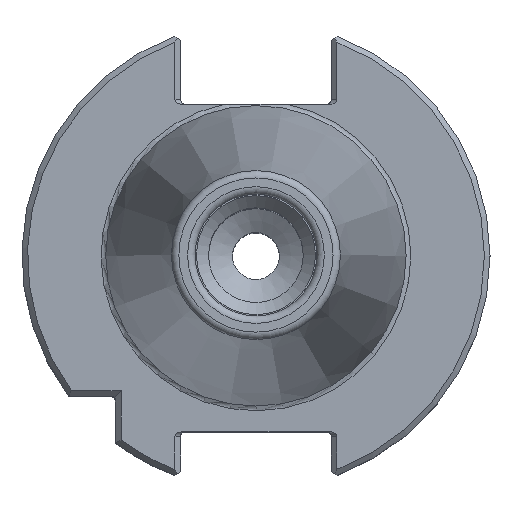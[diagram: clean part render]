
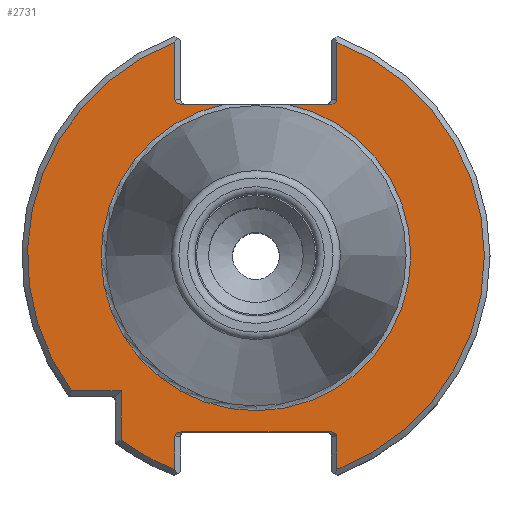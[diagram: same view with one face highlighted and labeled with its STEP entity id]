
A CAD part, top view. The second image highlights one B-rep face of the part: STEP entity #2731.
In plain terms, the highlighted planar face has unit normal (0, 0, 1).
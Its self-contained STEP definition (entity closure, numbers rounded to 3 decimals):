
#23=ELLIPSE('',#2916,0.707,0.5);
#26=ELLIPSE('',#2921,0.707,0.5);
#30=ELLIPSE('',#2936,0.707,0.5);
#31=ELLIPSE('',#2940,0.707,0.5);
#110=LINE('',#3818,#213);
#111=LINE('',#3827,#214);
#116=LINE('',#3842,#219);
#117=LINE('',#3853,#220);
#132=LINE('',#3953,#235);
#133=LINE('',#3955,#236);
#161=LINE('',#4117,#264);
#162=LINE('',#4118,#265);
#163=LINE('',#4119,#266);
#213=VECTOR('',#3207,1000.);
#214=VECTOR('',#3214,1000.);
#219=VECTOR('',#3221,1000.);
#220=VECTOR('',#3230,1000.);
#235=VECTOR('',#3283,1000.);
#236=VECTOR('',#3286,1000.);
#264=VECTOR('',#3402,1000.);
#265=VECTOR('',#3403,1000.);
#266=VECTOR('',#3404,1000.);
#372=PLANE('',#2939);
#706=ORIENTED_EDGE('',*,*,#1002,.T.);
#707=ORIENTED_EDGE('',*,*,#999,.T.);
#708=ORIENTED_EDGE('',*,*,#1074,.T.);
#709=ORIENTED_EDGE('',*,*,#1099,.F.);
#710=ORIENTED_EDGE('',*,*,#1069,.T.);
#711=ORIENTED_EDGE('',*,*,#993,.T.);
#712=ORIENTED_EDGE('',*,*,#991,.T.);
#713=ORIENTED_EDGE('',*,*,#990,.T.);
#714=ORIENTED_EDGE('',*,*,#1095,.T.);
#715=ORIENTED_EDGE('',*,*,#1100,.F.);
#716=ORIENTED_EDGE('',*,*,#1097,.F.);
#717=ORIENTED_EDGE('',*,*,#1101,.F.);
#718=ORIENTED_EDGE('',*,*,#1102,.T.);
#719=ORIENTED_EDGE('',*,*,#1003,.T.);
#720=ORIENTED_EDGE('',*,*,#983,.T.);
#721=ORIENTED_EDGE('',*,*,#1037,.T.);
#722=ORIENTED_EDGE('',*,*,#1038,.T.);
#983=EDGE_CURVE('',#1234,#1233,#1393,.T.);
#990=EDGE_CURVE('',#1237,#1239,#110,.T.);
#991=EDGE_CURVE('',#1240,#1237,#1395,.T.);
#993=EDGE_CURVE('',#1241,#1240,#111,.T.);
#999=EDGE_CURVE('',#1243,#1245,#116,.T.);
#1002=EDGE_CURVE('',#1246,#1243,#1397,.T.);
#1003=EDGE_CURVE('',#1248,#1234,#117,.T.);
#1037=EDGE_CURVE('',#1233,#1271,#132,.T.);
#1038=EDGE_CURVE('',#1271,#1246,#133,.T.);
#1069=EDGE_CURVE('',#1292,#1241,#23,.F.);
#1074=EDGE_CURVE('',#1245,#1295,#26,.F.);
#1095=EDGE_CURVE('',#1239,#1308,#30,.F.);
#1097=EDGE_CURVE('',#1309,#1310,#1416,.T.);
#1099=EDGE_CURVE('',#1292,#1295,#161,.T.);
#1100=EDGE_CURVE('',#1310,#1308,#162,.T.);
#1101=EDGE_CURVE('',#1311,#1309,#163,.T.);
#1102=EDGE_CURVE('',#1311,#1248,#31,.F.);
#1233=VERTEX_POINT('',#3794);
#1234=VERTEX_POINT('',#3796);
#1237=VERTEX_POINT('',#3813);
#1239=VERTEX_POINT('',#3817);
#1240=VERTEX_POINT('',#3821);
#1241=VERTEX_POINT('',#3828);
#1243=VERTEX_POINT('',#3837);
#1245=VERTEX_POINT('',#3841);
#1246=VERTEX_POINT('',#3848);
#1248=VERTEX_POINT('',#3854);
#1271=VERTEX_POINT('',#3952);
#1292=VERTEX_POINT('',#4046);
#1295=VERTEX_POINT('',#4056);
#1308=VERTEX_POINT('',#4105);
#1309=VERTEX_POINT('',#4109);
#1310=VERTEX_POINT('',#4110);
#1311=VERTEX_POINT('',#4120);
#1393=CIRCLE('',#2865,24.4);
#1395=CIRCLE('',#2869,24.4);
#1397=CIRCLE('',#2874,24.4);
#1416=CIRCLE('',#2938,16.543);
#1550=EDGE_LOOP('',(#706,#707,#708,#709,#710,#711,#712,#713,#714,#715,#716,
#717,#718,#719,#720,#721,#722));
#1718=FACE_BOUND('',#1550,.T.);
#2731=ADVANCED_FACE('',(#1718),#372,.T.);
#2865=AXIS2_PLACEMENT_3D('',#3795,#3199,#3200);
#2869=AXIS2_PLACEMENT_3D('',#3820,#3210,#3211);
#2874=AXIS2_PLACEMENT_3D('',#3851,#3226,#3227);
#2916=AXIS2_PLACEMENT_3D('',#4045,#3338,#3339);
#2921=AXIS2_PLACEMENT_3D('',#4055,#3350,#3351);
#2936=AXIS2_PLACEMENT_3D('',#4104,#3393,#3394);
#2938=AXIS2_PLACEMENT_3D('',#4108,#3398,#3399);
#2939=AXIS2_PLACEMENT_3D('',#4116,#3400,#3401);
#2940=AXIS2_PLACEMENT_3D('',#4121,#3405,#3406);
#3199=DIRECTION('',(0.,0.,1.));
#3200=DIRECTION('',(1.,0.,0.));
#3207=DIRECTION('',(0.,-1.,0.));
#3210=DIRECTION('',(0.,0.,1.));
#3211=DIRECTION('',(1.,0.,0.));
#3214=DIRECTION('',(0.,-1.,0.));
#3221=DIRECTION('',(0.,1.,0.));
#3226=DIRECTION('',(0.,0.,1.));
#3227=DIRECTION('',(1.,0.,0.));
#3230=DIRECTION('',(0.,1.,0.));
#3283=DIRECTION('',(1.,0.,0.));
#3286=DIRECTION('',(0.,-1.,0.));
#3338=DIRECTION('',(0.,0.,1.));
#3339=DIRECTION('',(1.,0.,0.));
#3350=DIRECTION('',(0.,0.,1.));
#3351=DIRECTION('',(1.,0.,0.));
#3393=DIRECTION('',(0.,0.,1.));
#3394=DIRECTION('',(-1.,0.,0.));
#3398=DIRECTION('',(0.,0.,1.));
#3399=DIRECTION('',(1.,0.,0.));
#3400=DIRECTION('',(0.,0.,1.));
#3401=DIRECTION('',(1.,0.,0.));
#3402=DIRECTION('',(-1.,0.,0.));
#3403=DIRECTION('',(1.,0.,0.));
#3404=DIRECTION('',(1.,0.,0.));
#3405=DIRECTION('',(0.,0.,1.));
#3406=DIRECTION('',(-1.,0.,0.));
#3794=CARTESIAN_POINT('',(-19.698,-14.4,-3.2));
#3795=CARTESIAN_POINT('',(0.,0.,-3.2));
#3796=CARTESIAN_POINT('',(-8.65,22.815,-3.2));
#3813=CARTESIAN_POINT('',(8.65,22.815,-3.2));
#3817=CARTESIAN_POINT('',(8.65,16.7,-3.2));
#3818=CARTESIAN_POINT('',(8.65,16.2,-3.2));
#3820=CARTESIAN_POINT('',(0.,0.,-3.2));
#3821=CARTESIAN_POINT('',(8.65,-22.815,-3.2));
#3827=CARTESIAN_POINT('',(8.65,-23.827,-3.2));
#3828=CARTESIAN_POINT('',(8.65,-19.3,-3.2));
#3837=CARTESIAN_POINT('',(-8.65,-22.815,-3.2));
#3841=CARTESIAN_POINT('',(-8.65,-19.3,-3.2));
#3842=CARTESIAN_POINT('',(-8.65,-18.8,-3.2));
#3848=CARTESIAN_POINT('',(-14.4,-19.698,-3.2));
#3851=CARTESIAN_POINT('',(0.,0.,-3.2));
#3853=CARTESIAN_POINT('',(-8.65,23.827,-3.2));
#3854=CARTESIAN_POINT('',(-8.65,16.7,-3.2));
#3952=CARTESIAN_POINT('',(-14.4,-14.4,-3.2));
#3953=CARTESIAN_POINT('',(-15.,-14.4,-3.2));
#3955=CARTESIAN_POINT('',(-14.4,-20.187,-3.2));
#4045=CARTESIAN_POINT('',(7.943,-19.3,-3.2));
#4046=CARTESIAN_POINT('',(7.943,-18.8,-3.2));
#4055=CARTESIAN_POINT('',(-7.943,-19.3,-3.2));
#4056=CARTESIAN_POINT('',(-7.943,-18.8,-3.2));
#4104=CARTESIAN_POINT('',(7.943,16.7,-3.2));
#4105=CARTESIAN_POINT('',(7.943,16.2,-3.2));
#4108=CARTESIAN_POINT('',(0.,0.,-3.2));
#4109=CARTESIAN_POINT('',(-3.35,16.2,-3.2));
#4110=CARTESIAN_POINT('',(3.35,16.2,-3.2));
#4116=CARTESIAN_POINT('',(16.543,0.,-3.2));
#4117=CARTESIAN_POINT('',(8.05,-18.8,-3.2));
#4118=CARTESIAN_POINT('',(-8.05,16.2,-3.2));
#4119=CARTESIAN_POINT('',(-8.05,16.2,-3.2));
#4120=CARTESIAN_POINT('',(-7.943,16.2,-3.2));
#4121=CARTESIAN_POINT('',(-7.943,16.7,-3.2));
